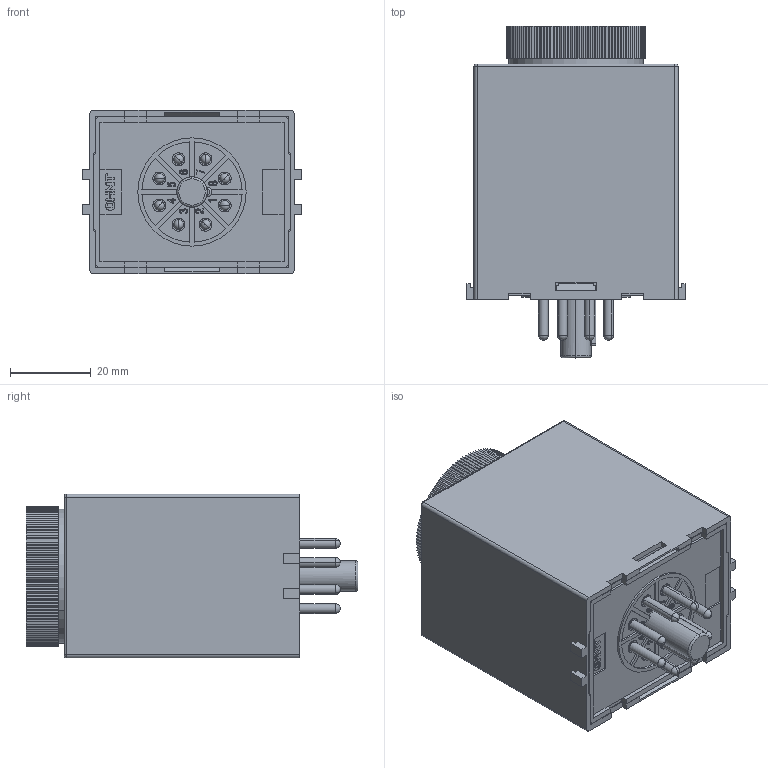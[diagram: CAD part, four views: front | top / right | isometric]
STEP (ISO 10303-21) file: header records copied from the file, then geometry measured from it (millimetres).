
FILE_DESCRIPTION (( 'STEP AP203' ), '1' );
FILE_NAME ('JSZ3C蚾饜极耀倰.STEP', '2020-12-01T06:35:06', ( 'test' ), ( 'Chint.com' ), 'SwSTEP 2.0', 'SolidWorks 2005204', '' );
FILE_SCHEMA (( 'CONFIG_CONTROL_DESIGN' ));
Products named in the file (11): 插头座110519_默认; 外壳110607_默认; 转轴_默认; JSZ3C蚾饜极耀倰; 插头110302_默认; 接触片_默认; 拨动开关-1_默认; 旋钮110607（完工）_默认; 罩壳标牌组合_默认; 8ZTS.865.006.13-标牌110526（完工）_默认; 微调_默认
Assembly tree (18 placements, depth 3):
  JSZ3C蚾饜极耀倰
    拨动开关-1_默认
    微调_默认
    转轴_默认
    罩壳标牌组合_默认
      8ZTS.865.006.13-标牌110526（完工）_默认  x2
      外壳110607_默认
    插头110302_默认
      接触片_默认  x8
      插头座110519_默认
    旋钮110607（完工）_默认
Bounding box: 54 x 82.15 x 40.5 mm (x, y, z)
Volume: 28809.5 mm3; surface area: 43879.5 mm2
Topology: 16 solids, 16 shells, 2789 faces, 7448 edges, 4920 vertices
Faces by surface type: plane 1795, cylinder 550, bspline 376, torus 43, sphere 16, cone 9
Entity records: 86081 total; most frequent: CARTESIAN_POINT 33588, ORIENTED_EDGE 11170, DIRECTION 9610, EDGE_CURVE 5585, VECTOR 4104, LINE 4104, VERTEX_POINT 3695, AXIS2_PLACEMENT_3D 2753
